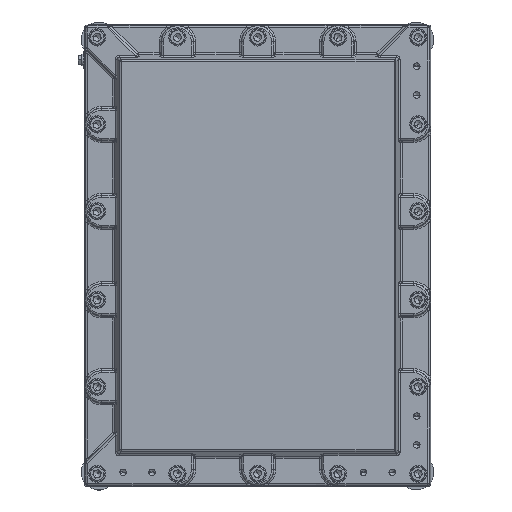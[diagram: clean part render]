
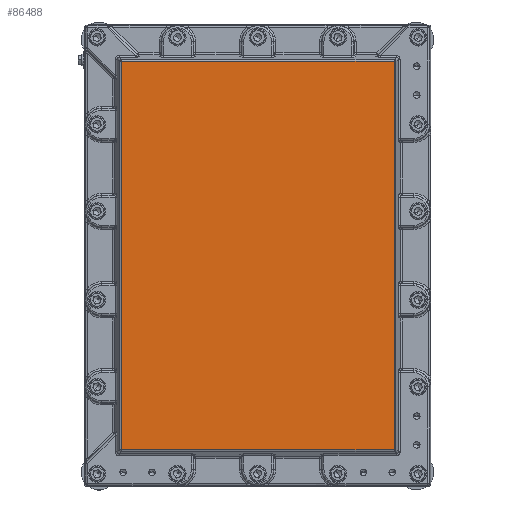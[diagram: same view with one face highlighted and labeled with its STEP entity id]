
A CAD part, top view. The second image highlights one B-rep face of the part: STEP entity #86488.
In plain terms, the highlighted planar face has unit normal (0, 0, 1).
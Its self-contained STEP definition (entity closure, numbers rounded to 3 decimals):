
#940 = EDGE_CURVE ( 'NONE', #73210, #84190, #57064, .T. ) ;
#2647 = EDGE_LOOP ( 'NONE', ( #61375, #60788, #72365, #36366 ) ) ;
#5059 = VERTEX_POINT ( 'NONE', #76960 ) ;
#8545 = LINE ( 'NONE', #10205, #66585 ) ;
#10205 = CARTESIAN_POINT ( 'NONE',  ( -143.5, 201.965, 34. ) ) ;
#12724 = CARTESIAN_POINT ( 'NONE',  ( 141.965, 203.5, 34. ) ) ;
#16953 = EDGE_CURVE ( 'NONE', #5059, #70353, #62261, .T. ) ;
#20961 = CARTESIAN_POINT ( 'NONE',  ( -141.965, -203.5, 34. ) ) ;
#33036 = AXIS2_PLACEMENT_3D ( 'NONE', #88493, #43203, #96106 ) ;
#36159 = EDGE_CURVE ( 'NONE', #70353, #73210, #8545, .T. ) ;
#36366 = ORIENTED_EDGE ( 'NONE', *, *, #16953, .T. ) ;
#36823 = LINE ( 'NONE', #53370, #54597 ) ;
#36899 = VECTOR ( 'NONE', #89035, 1000. ) ;
#36941 = EDGE_CURVE ( 'NONE', #84190, #5059, #36823, .T. ) ;
#43203 = DIRECTION ( 'NONE',  ( 0., 0., 1. ) ) ;
#47871 = DIRECTION ( 'NONE',  ( -1., 0., 0. ) ) ;
#53370 = CARTESIAN_POINT ( 'NONE',  ( 143.5, -201.965, 34. ) ) ;
#53379 = CARTESIAN_POINT ( 'NONE',  ( 141.965, 201.965, 34. ) ) ;
#54597 = VECTOR ( 'NONE', #60971, 1000. ) ;
#57064 = LINE ( 'NONE', #20961, #36899 ) ;
#58046 = DIRECTION ( 'NONE',  ( 0., 1., 0. ) ) ;
#60788 = ORIENTED_EDGE ( 'NONE', *, *, #940, .T. ) ;
#60971 = DIRECTION ( 'NONE',  ( 1., 0., 0. ) ) ;
#61375 = ORIENTED_EDGE ( 'NONE', *, *, #36159, .T. ) ;
#62261 = LINE ( 'NONE', #12724, #79999 ) ;
#66503 = FACE_OUTER_BOUND ( 'NONE', #2647, .T. ) ;
#66585 = VECTOR ( 'NONE', #47871, 1000. ) ;
#70353 = VERTEX_POINT ( 'NONE', #53379 ) ;
#72296 = CARTESIAN_POINT ( 'NONE',  ( -141.965, -201.965, 34. ) ) ;
#72365 = ORIENTED_EDGE ( 'NONE', *, *, #36941, .T. ) ;
#73210 = VERTEX_POINT ( 'NONE', #91815 ) ;
#73315 = PLANE ( 'NONE',  #33036 ) ;
#76960 = CARTESIAN_POINT ( 'NONE',  ( 141.965, -201.965, 34. ) ) ;
#79999 = VECTOR ( 'NONE', #58046, 1000. ) ;
#84190 = VERTEX_POINT ( 'NONE', #72296 ) ;
#86488 = ADVANCED_FACE ( 'NONE', ( #66503 ), #73315, .T. ) ;
#88493 = CARTESIAN_POINT ( 'NONE',  ( -143.5, -203.5, 34. ) ) ;
#89035 = DIRECTION ( 'NONE',  ( 0., -1., 0. ) ) ;
#91815 = CARTESIAN_POINT ( 'NONE',  ( -141.965, 201.965, 34. ) ) ;
#96106 = DIRECTION ( 'NONE',  ( 1., 0., 0. ) ) ;
